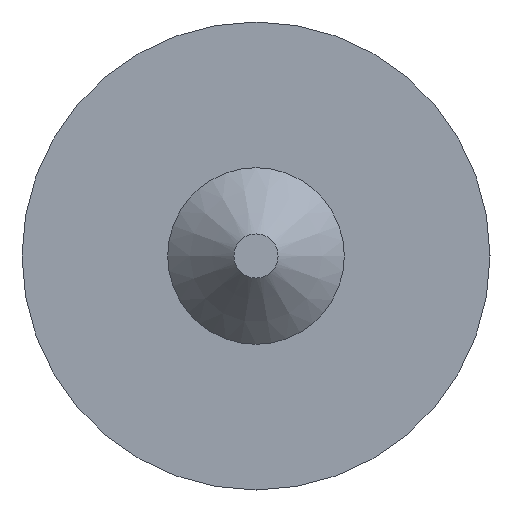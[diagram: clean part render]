
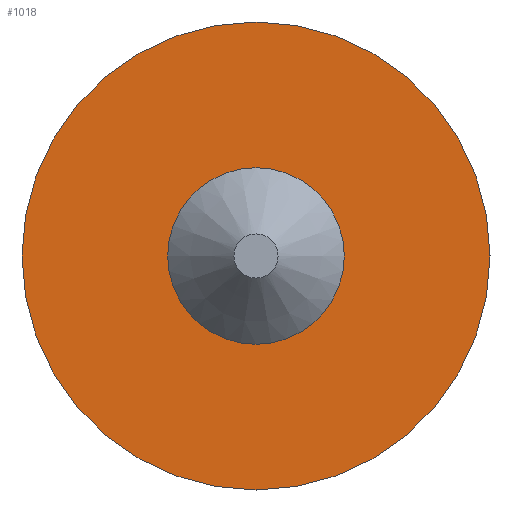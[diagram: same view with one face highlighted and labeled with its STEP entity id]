
A CAD part, front view. The second image highlights one B-rep face of the part: STEP entity #1018.
In plain terms, the highlighted face is planar.
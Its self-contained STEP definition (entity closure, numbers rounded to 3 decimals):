
#110 = FACE_OUTER_BOUND ( 'NONE', #10990, .T. ) ;
#1018 = ADVANCED_FACE ( 'NONE', ( #110, #9052 ), #2854, .F. ) ;
#1106 = DIRECTION ( 'NONE',  ( 0., 1., 0. ) ) ;
#1119 = CARTESIAN_POINT ( 'NONE',  ( -2., 0., 0. ) ) ;
#1523 = EDGE_CURVE ( 'NONE', #15250, #15250, #4120, .T. ) ;
#1779 = AXIS2_PLACEMENT_3D ( 'NONE', #10605, #1106, #3467 ) ;
#1826 = EDGE_LOOP ( 'NONE', ( #13135 ) ) ;
#2692 = CARTESIAN_POINT ( 'NONE',  ( 2., 0., 0. ) ) ;
#2854 = PLANE ( 'NONE',  #5856 ) ;
#2956 = CIRCLE ( 'NONE', #11574, 5.3 ) ;
#3467 = DIRECTION ( 'NONE',  ( -1., 0., 0. ) ) ;
#4023 = DIRECTION ( 'NONE',  ( 0., 1., 0. ) ) ;
#4120 = CIRCLE ( 'NONE', #1779, 2. ) ;
#4907 = CARTESIAN_POINT ( 'NONE',  ( 0., 0., 0. ) ) ;
#5713 = ORIENTED_EDGE ( 'NONE', *, *, #14310, .F. ) ;
#5856 = AXIS2_PLACEMENT_3D ( 'NONE', #2692, #4023, #8733 ) ;
#8733 = DIRECTION ( 'NONE',  ( -1., 0., 0. ) ) ;
#9052 = FACE_BOUND ( 'NONE', #1826, .T. ) ;
#10605 = CARTESIAN_POINT ( 'NONE',  ( 0., 0., 0. ) ) ;
#10990 = EDGE_LOOP ( 'NONE', ( #5713 ) ) ;
#11574 = AXIS2_PLACEMENT_3D ( 'NONE', #4907, #13395, #12581 ) ;
#11993 = CARTESIAN_POINT ( 'NONE',  ( -5.3, 0., 0. ) ) ;
#12581 = DIRECTION ( 'NONE',  ( -1., 0., 0. ) ) ;
#13135 = ORIENTED_EDGE ( 'NONE', *, *, #1523, .T. ) ;
#13395 = DIRECTION ( 'NONE',  ( 0., 1., 0. ) ) ;
#13940 = VERTEX_POINT ( 'NONE', #11993 ) ;
#14310 = EDGE_CURVE ( 'NONE', #13940, #13940, #2956, .T. ) ;
#15250 = VERTEX_POINT ( 'NONE', #1119 ) ;
